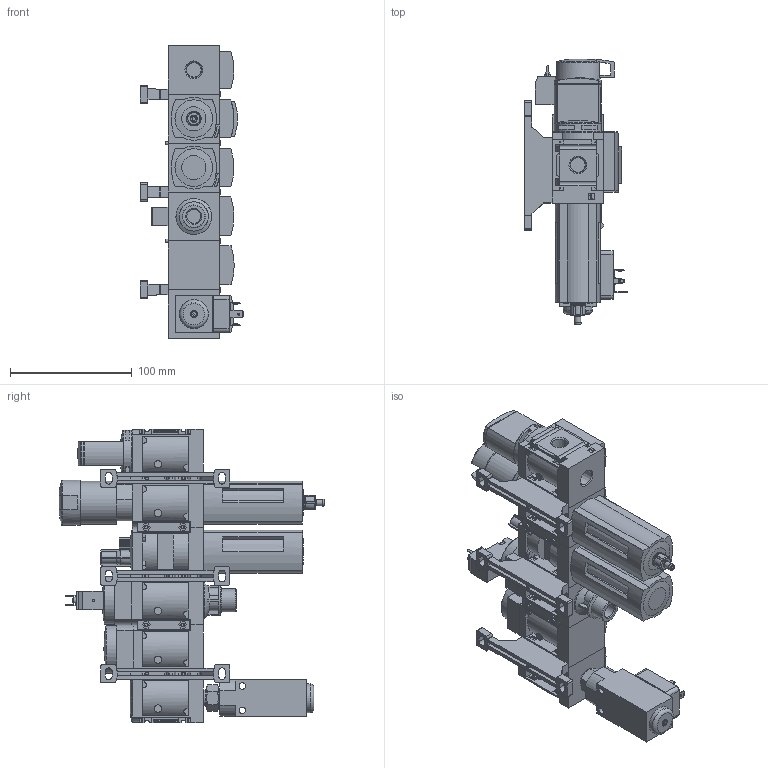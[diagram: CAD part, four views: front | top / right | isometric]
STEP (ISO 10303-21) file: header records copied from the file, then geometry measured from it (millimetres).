
FILE_DESCRIPTION(/* description */ ('STEP AP214'),/* implementation_level */ '2;1');
FILE_NAME(/* name */ '550488_MSB4N-1_4_C3J3M1D7A1F3-WP',/* time_stamp */ '2024-09-11T17:42:40+02:00',/* author */ ('License CC BY-ND 4.0'),/* organization */ ('CADENAS'),/* preprocessor_version */ 'ST-DEVELOPER v19.3',/* originating_system */ 'PARTsolutions',/* authorisation */ ' ');
FILE_SCHEMA (('AUTOMOTIVE_DESIGN {1 0 10303 214 3 1 1}'));
Products named in the file (13): 550488 MSB4N-1/4:C3J3M1D7A1F3-WP; 541288 MS4N-EM1-1/4-BAR-1D; 527694 MS4N-LFR-1/4-D7-C-R-M-AS-1D; 526489 MS4-LFR-M; 8140202 MS4-WP1---(00wp); 8092760 MS4-MV-B---(42.7_high_m); 527702 MS4N-LOE-1/4-R-1D; 8116179 MS4-MV-B---(0_high_m); 527710 MS4N-EE-1/4-10V24-1D; 527712 MS4N-DL-1/4-BAR-1D; 527704 MS4N-FRM-1/4-Y-1D; 685721 ESK-1/4-1/4-NPT; 175250 PEV-1/4-B-OD
Assembly tree (19 placements, depth 2):
  550488 MSB4N-1/4:C3J3M1D7A1F3-WP
    541288 MS4N-EM1-1/4-BAR-1D
    527694 MS4N-LFR-1/4-D7-C-R-M-AS-1D
    526489 MS4-LFR-M
    8140202 MS4-WP1---(00wp)  x3
    8092760 MS4-MV-B---(42.7_high_m)  x5
    527702 MS4N-LOE-1/4-R-1D
    8116179 MS4-MV-B---(0_high_m)  x2
    527710 MS4N-EE-1/4-10V24-1D
    527712 MS4N-DL-1/4-BAR-1D
    527704 MS4N-FRM-1/4-Y-1D
    685721 ESK-1/4-1/4-NPT
    175250 PEV-1/4-B-OD
Bounding box: 85 x 218.5 x 241.2 mm (x, y, z)
Volume: 1093412.8 mm3; surface area: 217737.2 mm2
Topology: 19 solids, 19 shells, 2851 faces, 7844 edges, 5146 vertices
Faces by surface type: plane 1971, cylinder 686, cone 143, torus 38, sphere 13
Full cylindrical faces by diameter (mm): 0.4 x1, 1.65 x4, 2 x1, 2.013 x1, 2.459 x11, 2.5 x1, 2.55 x10, 3 x11, 3.2 x1, 3.5 x4, 3.8 x1, 4 x1, 4.8 x1, 5 x4, 5.3 x2, 5.5 x2, 5.6 x11, 6 x4, 6.1 x15, 6.93 x1, 11.445 x2, 12 x2, 13.482 x2, 18.85 x1, 22 x1, 22.2 x1, 24 x1, 26 x1, 29.4 x1, 35.2 x1
Entity records: 85490 total; most frequent: CARTESIAN_POINT 13458, ORIENTED_EDGE 12268, DIRECTION 11850, EDGE_CURVE 6134, LINE 4578, VECTOR 4578, VERTEX_POINT 4116, AXIS2_PLACEMENT_3D 3636
